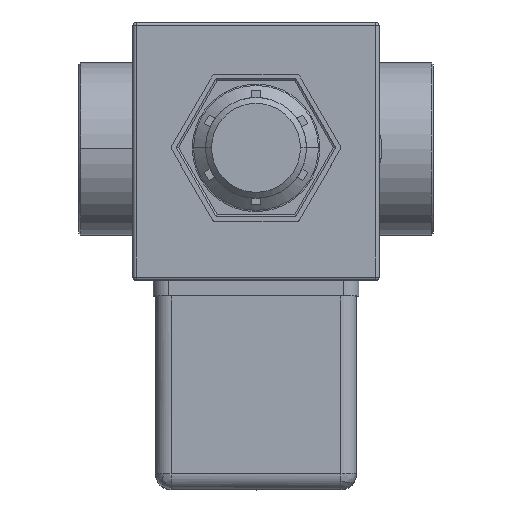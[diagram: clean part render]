
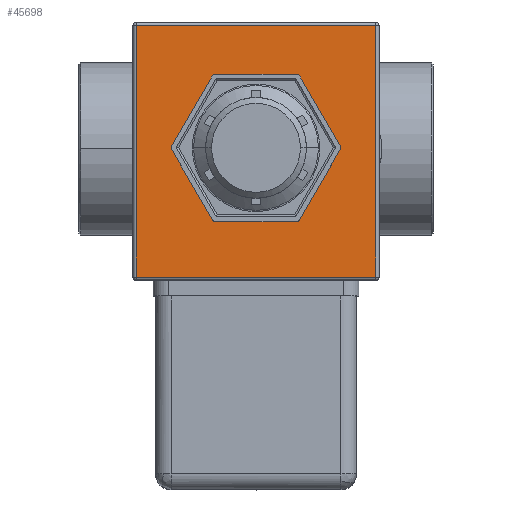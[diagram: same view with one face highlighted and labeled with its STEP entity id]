
A CAD part, top view. The second image highlights one B-rep face of the part: STEP entity #45698.
In plain terms, the highlighted planar face has unit normal (0, 0, 1).
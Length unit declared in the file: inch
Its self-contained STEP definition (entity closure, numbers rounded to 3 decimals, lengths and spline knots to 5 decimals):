
#12 = DIRECTION ( 'NONE',  ( -0.5, -0.866, 0. ) ) ;
#140 = CARTESIAN_POINT ( 'NONE',  ( -0.50517, -0.30088, 2.716 ) ) ;
#3653 = LINE ( 'NONE', #24217, #58197 ) ;
#3879 = VERTEX_POINT ( 'NONE', #140 ) ;
#3989 = EDGE_CURVE ( 'NONE', #45918, #44172, #19664, .T. ) ;
#6122 = ORIENTED_EDGE ( 'NONE', *, *, #90809, .T. ) ;
#6335 = VECTOR ( 'NONE', #12, 39.37008 ) ;
#8644 = VERTEX_POINT ( 'NONE', #80582 ) ;
#9006 = EDGE_CURVE ( 'NONE', #77691, #19127, #40994, .T. ) ;
#12824 = CARTESIAN_POINT ( 'NONE',  ( -0.30021, 0.05412, 2.716 ) ) ;
#13347 = DIRECTION ( 'NONE',  ( 0., 0., 1. ) ) ;
#14479 = VECTOR ( 'NONE', #36814, 39.37008 ) ;
#14647 = DIRECTION ( 'NONE',  ( 1., 0., 0. ) ) ;
#15016 = EDGE_LOOP ( 'NONE', ( #32664, #86053, #56042, #73041, #65587, #63071 ) ) ;
#15351 = CARTESIAN_POINT ( 'NONE',  ( 0.013, -0.65588, 2.716 ) ) ;
#18433 = VERTEX_POINT ( 'NONE', #12824 ) ;
#19127 = VERTEX_POINT ( 'NONE', #37548 ) ;
#19664 = LINE ( 'NONE', #80131, #55209 ) ;
#20207 = PLANE ( 'NONE',  #66979 ) ;
#24217 = CARTESIAN_POINT ( 'NONE',  ( 0.15806, -0.02963, 2.716 ) ) ;
#32201 = VECTOR ( 'NONE', #49985, 39.37008 ) ;
#32664 = ORIENTED_EDGE ( 'NONE', *, *, #85539, .F. ) ;
#33400 = LINE ( 'NONE', #15351, #14479 ) ;
#34344 = FACE_BOUND ( 'NONE', #15016, .T. ) ;
#35385 = VERTEX_POINT ( 'NONE', #65785 ) ;
#35386 = EDGE_LOOP ( 'NONE', ( #66780, #78556, #6122, #39453 ) ) ;
#35818 = CARTESIAN_POINT ( 'NONE',  ( -0.45682, -0.21713, 2.716 ) ) ;
#36594 = FACE_OUTER_BOUND ( 'NONE', #35386, .T. ) ;
#36735 = EDGE_CURVE ( 'NONE', #3879, #35385, #91608, .T. ) ;
#36814 = DIRECTION ( 'NONE',  ( 1., 0., 0. ) ) ;
#37239 = VERTEX_POINT ( 'NONE', #65378 ) ;
#37548 = CARTESIAN_POINT ( 'NONE',  ( -0.70399, -0.95734, 2.716 ) ) ;
#39453 = ORIENTED_EDGE ( 'NONE', *, *, #49859, .T. ) ;
#40994 = LINE ( 'NONE', #84894, #59893 ) ;
#41138 = DIRECTION ( 'NONE',  ( 0., 1., 0. ) ) ;
#41456 = VERTEX_POINT ( 'NONE', #81241 ) ;
#42216 = LINE ( 'NONE', #57240, #77864 ) ;
#44161 = LINE ( 'NONE', #35818, #6335 ) ;
#44172 = VERTEX_POINT ( 'NONE', #87064 ) ;
#44603 = DIRECTION ( 'NONE',  ( 0.5, 0.866, 0. ) ) ;
#45698 = ADVANCED_FACE ( 'NONE', ( #36594, #34344 ), #20207, .T. ) ;
#45918 = VERTEX_POINT ( 'NONE', #58714 ) ;
#49665 = EDGE_CURVE ( 'NONE', #8644, #18433, #55631, .T. ) ;
#49859 = EDGE_CURVE ( 'NONE', #37239, #77691, #51084, .T. ) ;
#49985 = DIRECTION ( 'NONE',  ( -1., 0., 0. ) ) ;
#51084 = LINE ( 'NONE', #85497, #32201 ) ;
#51434 = VECTOR ( 'NONE', #54213, 39.37008 ) ;
#53396 = VECTOR ( 'NONE', #75877, 39.37008 ) ;
#54213 = DIRECTION ( 'NONE',  ( 0.5, -0.866, 0. ) ) ;
#54340 = CARTESIAN_POINT ( 'NONE',  ( -0.20351, 0.05412, 2.716 ) ) ;
#55209 = VECTOR ( 'NONE', #44603, 39.37008 ) ;
#55631 = LINE ( 'NONE', #54340, #53396 ) ;
#55908 = CARTESIAN_POINT ( 'NONE',  ( -0.09499, -0.31734, 2.716 ) ) ;
#56042 = ORIENTED_EDGE ( 'NONE', *, *, #56709, .F. ) ;
#56709 = EDGE_CURVE ( 'NONE', #35385, #45918, #33400, .T. ) ;
#57240 = CARTESIAN_POINT ( 'NONE',  ( -0.09499, -0.95734, 2.716 ) ) ;
#58197 = VECTOR ( 'NONE', #74048, 39.37008 ) ;
#58714 = CARTESIAN_POINT ( 'NONE',  ( 0.10971, -0.65588, 2.716 ) ) ;
#59893 = VECTOR ( 'NONE', #92059, 39.37008 ) ;
#63071 = ORIENTED_EDGE ( 'NONE', *, *, #49665, .F. ) ;
#63100 = DIRECTION ( 'NONE',  ( 1., 0., 0. ) ) ;
#65378 = CARTESIAN_POINT ( 'NONE',  ( 0.51401, 0.32266, 2.716 ) ) ;
#65587 = ORIENTED_EDGE ( 'NONE', *, *, #70946, .F. ) ;
#65785 = CARTESIAN_POINT ( 'NONE',  ( -0.30021, -0.65588, 2.716 ) ) ;
#66780 = ORIENTED_EDGE ( 'NONE', *, *, #9006, .T. ) ;
#66979 = AXIS2_PLACEMENT_3D ( 'NONE', #55908, #13347, #63100 ) ;
#67276 = VECTOR ( 'NONE', #41138, 39.37008 ) ;
#70946 = EDGE_CURVE ( 'NONE', #18433, #3879, #44161, .T. ) ;
#73041 = ORIENTED_EDGE ( 'NONE', *, *, #36735, .F. ) ;
#74048 = DIRECTION ( 'NONE',  ( -0.5, 0.866, 0. ) ) ;
#75877 = DIRECTION ( 'NONE',  ( -1., 0., 0. ) ) ;
#77691 = VERTEX_POINT ( 'NONE', #78708 ) ;
#77864 = VECTOR ( 'NONE', #14647, 39.37008 ) ;
#78556 = ORIENTED_EDGE ( 'NONE', *, *, #89340, .T. ) ;
#78708 = CARTESIAN_POINT ( 'NONE',  ( -0.70399, 0.32266, 2.716 ) ) ;
#80131 = CARTESIAN_POINT ( 'NONE',  ( 0.26631, -0.38463, 2.716 ) ) ;
#80582 = CARTESIAN_POINT ( 'NONE',  ( 0.10971, 0.05412, 2.716 ) ) ;
#81241 = CARTESIAN_POINT ( 'NONE',  ( 0.51401, -0.95734, 2.716 ) ) ;
#84894 = CARTESIAN_POINT ( 'NONE',  ( -0.70399, -0.31734, 2.716 ) ) ;
#85497 = CARTESIAN_POINT ( 'NONE',  ( -0.09499, 0.32266, 2.716 ) ) ;
#85539 = EDGE_CURVE ( 'NONE', #44172, #8644, #3653, .T. ) ;
#86053 = ORIENTED_EDGE ( 'NONE', *, *, #3989, .F. ) ;
#86246 = LINE ( 'NONE', #90309, #67276 ) ;
#87064 = CARTESIAN_POINT ( 'NONE',  ( 0.31467, -0.30088, 2.716 ) ) ;
#89340 = EDGE_CURVE ( 'NONE', #19127, #41456, #42216, .T. ) ;
#89770 = CARTESIAN_POINT ( 'NONE',  ( -0.34856, -0.57213, 2.716 ) ) ;
#90309 = CARTESIAN_POINT ( 'NONE',  ( 0.51401, -0.31734, 2.716 ) ) ;
#90809 = EDGE_CURVE ( 'NONE', #41456, #37239, #86246, .T. ) ;
#91608 = LINE ( 'NONE', #89770, #51434 ) ;
#92059 = DIRECTION ( 'NONE',  ( 0., -1., 0. ) ) ;
